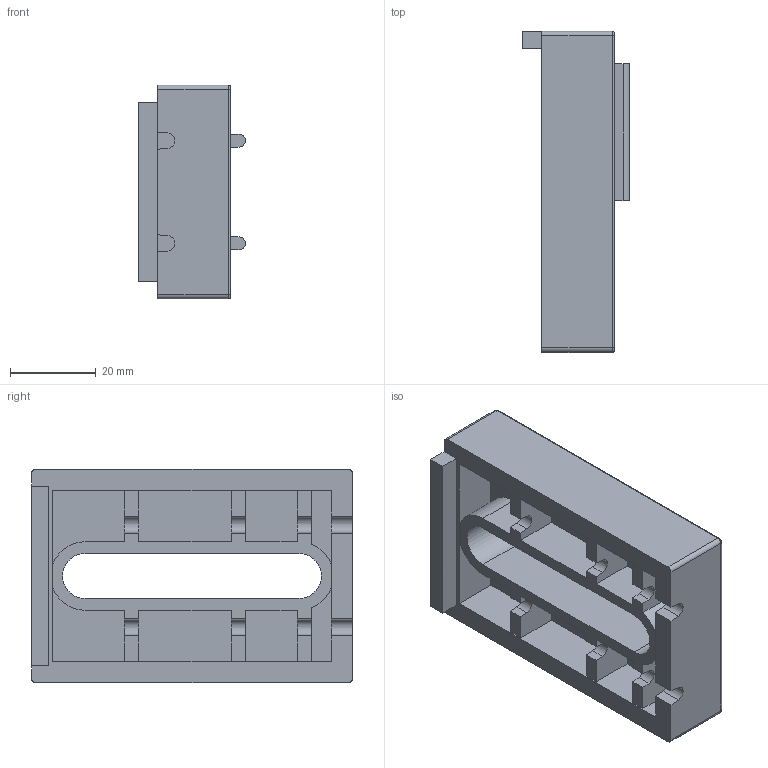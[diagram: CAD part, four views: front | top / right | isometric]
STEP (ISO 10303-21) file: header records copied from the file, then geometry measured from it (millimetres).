
FILE_DESCRIPTION (( 'STEP AP214' ), '1' );
FILE_NAME ('Rexnord-S0061-66194N.STEP', '2023-07-31T11:12:25', ( '' ), ( '' ), 'SwSTEP 2.0', 'SolidWorks 2022', '' );
FILE_SCHEMA (( 'AUTOMOTIVE_DESIGN' ));
Length unit declared in the file: millimetre
Products named in the file (2): Rexnord-S0061-66194N_CAP_LIP; Rexnord-S0061-66194N
Assembly tree (1 placements, depth 2):
  Rexnord-S0061-66194N
    Rexnord-S0061-66194N_CAP_LIP
Bounding box: 25 x 75 x 50 mm (x, y, z)
Volume: 38974.8 mm3; surface area: 18078.3 mm2
Topology: 1 solids, 1 shells, 114 faces, 316 edges, 206 vertices
Faces by surface type: plane 78, cylinder 30, bspline 6
Entity records: 3796 total; most frequent: CARTESIAN_POINT 790, ORIENTED_EDGE 632, DIRECTION 596, EDGE_CURVE 316, LINE 252, VECTOR 252, VERTEX_POINT 206, AXIS2_PLACEMENT_3D 172
